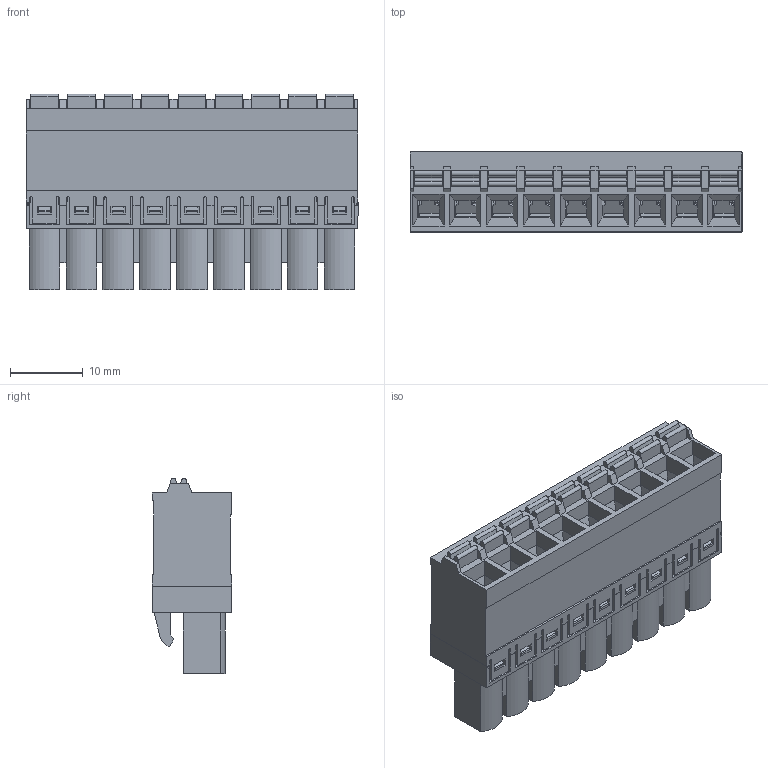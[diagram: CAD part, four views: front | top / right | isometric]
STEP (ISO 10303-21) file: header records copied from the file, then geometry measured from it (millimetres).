
FILE_DESCRIPTION(/* description */ ('Unknown'),/* implementation_level */ '2;1');
FILE_NAME(/* name */ '691304500009',/* time_stamp */ '2022-07-08T15:09:07+02:00',/* author */ ('Unknown'),/* organization */ ('Unknown'),/* preprocessor_version */ 'ST-DEVELOPER v16.7',/* originating_system */ 'Solid Edge',/* authorisation */ 'Unknown');
FILE_SCHEMA (('AUTOMOTIVE_DESIGN {1 0 10303 214 3 1 1}'));
Length unit declared in the file: millimetre
Products named in the file (6): 6913045000xx; 691304500009; 691304530009_Bas; 6913045300xx_Levier; 6913045300xx_Lamelle; 6913045300xx_Pin
Assembly tree (29 placements, depth 2):
  6913045000xx
    691304500009
    691304530009_Bas
    6913045300xx_Levier  x9
    6913045300xx_Lamelle  x9
    6913045300xx_Pin  x9
Bounding box: 45.72 x 11 x 26.91 mm (x, y, z)
Volume: 5568.5 mm3; surface area: 17777.1 mm2
Topology: 29 solids, 29 shells, 3459 faces, 9634 edges, 6256 vertices
Faces by surface type: plane 2598, cylinder 825, bspline 27, cone 9
Full cylindrical faces by diameter (mm): 1.5 x9, 3 x9
Entity records: 56413 total; most frequent: CARTESIAN_POINT 10112, ORIENTED_EDGE 9882, DIRECTION 8935, EDGE_CURVE 4941, LINE 4531, VECTOR 4531, VERTEX_POINT 3222, AXIS2_PLACEMENT_3D 2202
